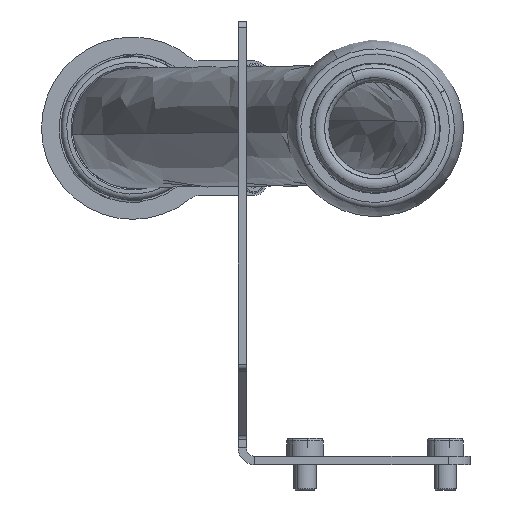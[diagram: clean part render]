
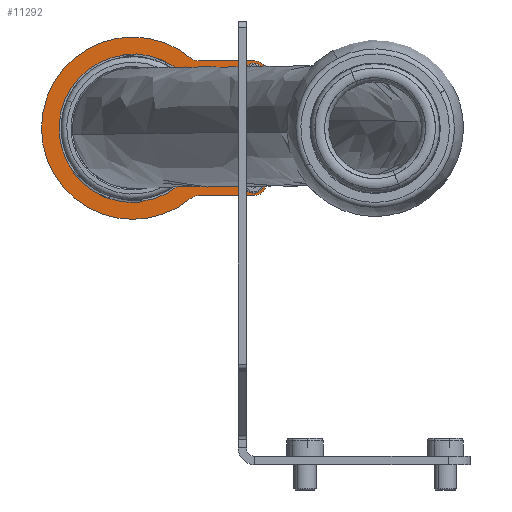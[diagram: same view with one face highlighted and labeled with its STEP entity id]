
A CAD part, left-side view. The second image highlights one B-rep face of the part: STEP entity #11292.
In plain terms, the highlighted planar face has unit normal (-1, 0, 0).
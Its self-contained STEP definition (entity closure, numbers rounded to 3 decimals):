
#51 = DIRECTION ( 'NONE',  ( 1., 0., 0. ) ) ;
#328 = DIRECTION ( 'NONE',  ( 0., 0., 1. ) ) ;
#359 = AXIS2_PLACEMENT_3D ( 'NONE', #4744, #13834, #7402 ) ;
#361 = ORIENTED_EDGE ( 'NONE', *, *, #24042, .F. ) ;
#547 = CARTESIAN_POINT ( 'NONE',  ( 802.5, 38.946, 1305. ) ) ;
#868 = EDGE_CURVE ( 'NONE', #2432, #14402, #23591, .T. ) ;
#883 = EDGE_CURVE ( 'NONE', #23770, #20335, #14235, .T. ) ;
#936 = AXIS2_PLACEMENT_3D ( 'NONE', #18360, #14068, #27351 ) ;
#1051 = EDGE_CURVE ( 'NONE', #17336, #22507, #11277, .T. ) ;
#1058 = DIRECTION ( 'NONE',  ( 0., 0., 1. ) ) ;
#1081 = ORIENTED_EDGE ( 'NONE', *, *, #25185, .T. ) ;
#1208 = EDGE_CURVE ( 'NONE', #22507, #17336, #21701, .T. ) ;
#1266 = LINE ( 'NONE', #20269, #1827 ) ;
#1436 = CIRCLE ( 'NONE', #27072, 32.5 ) ;
#1443 = ORIENTED_EDGE ( 'NONE', *, *, #27338, .T. ) ;
#1494 = FACE_BOUND ( 'NONE', #6438, .T. ) ;
#1507 = ORIENTED_EDGE ( 'NONE', *, *, #19204, .T. ) ;
#1521 = CARTESIAN_POINT ( 'NONE',  ( 802.5, 65.598, 1309.932 ) ) ;
#1676 = CARTESIAN_POINT ( 'NONE',  ( 802.5, 86.446, 1317.5 ) ) ;
#1714 = CARTESIAN_POINT ( 'NONE',  ( 802.5, 42.946, 1309. ) ) ;
#1827 = VECTOR ( 'NONE', #11666, 1000. ) ;
#1989 = AXIS2_PLACEMENT_3D ( 'NONE', #24883, #51, #328 ) ;
#2030 = DIRECTION ( 'NONE',  ( -1., 0., 0. ) ) ;
#2432 = VERTEX_POINT ( 'NONE', #547 ) ;
#2457 = DIRECTION ( 'NONE',  ( 0., 0., 1. ) ) ;
#2746 = VERTEX_POINT ( 'NONE', #18113 ) ;
#2778 = EDGE_CURVE ( 'NONE', #22989, #5162, #9184, .T. ) ;
#2876 = CARTESIAN_POINT ( 'NONE',  ( 802.5, 64.532, 1261. ) ) ;
#2939 = VERTEX_POINT ( 'NONE', #3776 ) ;
#3188 = CARTESIAN_POINT ( 'NONE',  ( 802.5, 86.446, 1305.25 ) ) ;
#3304 = CARTESIAN_POINT ( 'NONE',  ( 802.5, 86.446, 1285. ) ) ;
#3390 = DIRECTION ( 'NONE',  ( -1., 0., 0. ) ) ;
#3400 = CARTESIAN_POINT ( 'NONE',  ( 802.5, 43.223, 1263.052 ) ) ;
#3448 = AXIS2_PLACEMENT_3D ( 'NONE', #9275, #4531, #20710 ) ;
#3776 = CARTESIAN_POINT ( 'NONE',  ( 802.5, 86.446, 1252.5 ) ) ;
#3895 = DIRECTION ( 'NONE',  ( -1., 0., 0. ) ) ;
#3992 = CARTESIAN_POINT ( 'NONE',  ( 802.5, 43.223, 1304.698 ) ) ;
#4036 = ORIENTED_EDGE ( 'NONE', *, *, #27257, .T. ) ;
#4351 = CARTESIAN_POINT ( 'NONE',  ( 802.5, 63.032, 1261. ) ) ;
#4531 = DIRECTION ( 'NONE',  ( 1., 0., 0. ) ) ;
#4618 = ORIENTED_EDGE ( 'NONE', *, *, #27259, .T. ) ;
#4706 = CARTESIAN_POINT ( 'NONE',  ( 802.5, 43.223, 1265.302 ) ) ;
#4744 = CARTESIAN_POINT ( 'NONE',  ( 802.5, 86.446, 1285. ) ) ;
#4846 = DIRECTION ( 'NONE',  ( 0., -1., 0. ) ) ;
#4875 = ORIENTED_EDGE ( 'NONE', *, *, #12863, .T. ) ;
#4898 = VECTOR ( 'NONE', #5119, 1000. ) ;
#5119 = DIRECTION ( 'NONE',  ( 0., 0., 1. ) ) ;
#5162 = VERTEX_POINT ( 'NONE', #3400 ) ;
#5296 = EDGE_CURVE ( 'NONE', #5162, #22989, #12661, .T. ) ;
#5897 = EDGE_LOOP ( 'NONE', ( #12419, #20761 ) ) ;
#6423 = CARTESIAN_POINT ( 'NONE',  ( 802.5, 86.446, 1285. ) ) ;
#6438 = EDGE_LOOP ( 'NONE', ( #26021, #16488 ) ) ;
#6504 = CARTESIAN_POINT ( 'NONE',  ( 802.5, 42.946, 1261. ) ) ;
#7356 = DIRECTION ( 'NONE',  ( 0., 0., 1. ) ) ;
#7402 = DIRECTION ( 'NONE',  ( 0., 0., 1. ) ) ;
#8488 = DIRECTION ( 'NONE',  ( 0., 0., 1. ) ) ;
#8877 = DIRECTION ( 'NONE',  ( 0., 0., 1. ) ) ;
#9034 = CARTESIAN_POINT ( 'NONE',  ( 802.5, 38.946, 1265. ) ) ;
#9040 = CIRCLE ( 'NONE', #936, 4. ) ;
#9117 = VERTEX_POINT ( 'NONE', #11734 ) ;
#9184 = CIRCLE ( 'NONE', #26230, 2.25 ) ;
#9275 = CARTESIAN_POINT ( 'NONE',  ( 802.5, 63.032, 1313. ) ) ;
#10000 = CIRCLE ( 'NONE', #17153, 20.25 ) ;
#10153 = FACE_BOUND ( 'NONE', #10304, .T. ) ;
#10304 = EDGE_LOOP ( 'NONE', ( #16903, #361 ) ) ;
#10423 = EDGE_CURVE ( 'NONE', #26967, #9117, #28838, .T. ) ;
#11019 = AXIS2_PLACEMENT_3D ( 'NONE', #15526, #29143, #19960 ) ;
#11277 = CIRCLE ( 'NONE', #13674, 2.25 ) ;
#11292 = ADVANCED_FACE ( 'NONE', ( #1494, #17311, #10153, #26306 ), #19366, .T. ) ;
#11666 = DIRECTION ( 'NONE',  ( 0., 1., 0. ) ) ;
#11734 = CARTESIAN_POINT ( 'NONE',  ( 802.5, 86.446, 1264.75 ) ) ;
#11830 = CARTESIAN_POINT ( 'NONE',  ( 802.5, 43.223, 1304.698 ) ) ;
#12402 = DIRECTION ( 'NONE',  ( -1., 0., 0. ) ) ;
#12419 = ORIENTED_EDGE ( 'NONE', *, *, #5296, .F. ) ;
#12490 = DIRECTION ( 'NONE',  ( 0., 0., 1. ) ) ;
#12661 = CIRCLE ( 'NONE', #19276, 2.25 ) ;
#12863 = EDGE_CURVE ( 'NONE', #14402, #2746, #1266, .T. ) ;
#13380 = DIRECTION ( 'NONE',  ( 0., 0., 1. ) ) ;
#13630 = DIRECTION ( 'NONE',  ( -1., 0., 0. ) ) ;
#13674 = AXIS2_PLACEMENT_3D ( 'NONE', #11830, #20873, #7356 ) ;
#13796 = DIRECTION ( 'NONE',  ( -1., 0., 0. ) ) ;
#13834 = DIRECTION ( 'NONE',  ( -1., 0., 0. ) ) ;
#14068 = DIRECTION ( 'NONE',  ( -1., 0., 0. ) ) ;
#14162 = AXIS2_PLACEMENT_3D ( 'NONE', #3992, #15757, #8877 ) ;
#14235 = LINE ( 'NONE', #2876, #27825 ) ;
#14260 = ORIENTED_EDGE ( 'NONE', *, *, #883, .T. ) ;
#14291 = VERTEX_POINT ( 'NONE', #22106 ) ;
#14402 = VERTEX_POINT ( 'NONE', #1714 ) ;
#15067 = CARTESIAN_POINT ( 'NONE',  ( 802.5, 86.446, 1285. ) ) ;
#15526 = CARTESIAN_POINT ( 'NONE',  ( 802.5, 86.446, 1285. ) ) ;
#15757 = DIRECTION ( 'NONE',  ( -1., 0., 0. ) ) ;
#16343 = CARTESIAN_POINT ( 'NONE',  ( 802.5, 43.223, 1267.552 ) ) ;
#16443 = LINE ( 'NONE', #20416, #4898 ) ;
#16457 = CARTESIAN_POINT ( 'NONE',  ( 802.5, 42.946, 1305. ) ) ;
#16488 = ORIENTED_EDGE ( 'NONE', *, *, #1051, .F. ) ;
#16903 = ORIENTED_EDGE ( 'NONE', *, *, #10423, .F. ) ;
#17093 = CARTESIAN_POINT ( 'NONE',  ( 802.5, 86.446, 1285. ) ) ;
#17153 = AXIS2_PLACEMENT_3D ( 'NONE', #17093, #3390, #12490 ) ;
#17311 = FACE_BOUND ( 'NONE', #5897, .T. ) ;
#17336 = VERTEX_POINT ( 'NONE', #25465 ) ;
#17454 = ORIENTED_EDGE ( 'NONE', *, *, #868, .T. ) ;
#17470 = CARTESIAN_POINT ( 'NONE',  ( 802.5, 43.223, 1302.448 ) ) ;
#18113 = CARTESIAN_POINT ( 'NONE',  ( 802.5, 63.032, 1309. ) ) ;
#18360 = CARTESIAN_POINT ( 'NONE',  ( 802.5, 42.946, 1265. ) ) ;
#18863 = AXIS2_PLACEMENT_3D ( 'NONE', #16457, #13630, #22951 ) ;
#19204 = EDGE_CURVE ( 'NONE', #20335, #21940, #9040, .T. ) ;
#19276 = AXIS2_PLACEMENT_3D ( 'NONE', #24628, #2030, #13380 ) ;
#19366 = PLANE ( 'NONE',  #24674 ) ;
#19494 = EDGE_CURVE ( 'NONE', #2939, #14291, #1436, .T. ) ;
#19960 = DIRECTION ( 'NONE',  ( 0., 0., 1. ) ) ;
#20269 = CARTESIAN_POINT ( 'NONE',  ( 802.5, 64.532, 1309. ) ) ;
#20335 = VERTEX_POINT ( 'NONE', #6504 ) ;
#20416 = CARTESIAN_POINT ( 'NONE',  ( 802.5, 38.946, 1261. ) ) ;
#20626 = ORIENTED_EDGE ( 'NONE', *, *, #21374, .T. ) ;
#20710 = DIRECTION ( 'NONE',  ( 0., 0., 1. ) ) ;
#20761 = ORIENTED_EDGE ( 'NONE', *, *, #2778, .F. ) ;
#20873 = DIRECTION ( 'NONE',  ( -1., 0., 0. ) ) ;
#21374 = EDGE_CURVE ( 'NONE', #14291, #23770, #27115, .T. ) ;
#21701 = CIRCLE ( 'NONE', #14162, 2.25 ) ;
#21940 = VERTEX_POINT ( 'NONE', #9034 ) ;
#22106 = CARTESIAN_POINT ( 'NONE',  ( 802.5, 65.598, 1260.068 ) ) ;
#22507 = VERTEX_POINT ( 'NONE', #17470 ) ;
#22569 = DIRECTION ( 'NONE',  ( 0., 0., 1. ) ) ;
#22579 = VERTEX_POINT ( 'NONE', #1521 ) ;
#22951 = DIRECTION ( 'NONE',  ( 0., 0., 1. ) ) ;
#22989 = VERTEX_POINT ( 'NONE', #16343 ) ;
#23021 = EDGE_LOOP ( 'NONE', ( #4618, #17454, #4875, #4036, #1443, #1081, #27562, #20626, #14260, #1507 ) ) ;
#23384 = AXIS2_PLACEMENT_3D ( 'NONE', #3304, #12402, #1058 ) ;
#23591 = CIRCLE ( 'NONE', #18863, 4. ) ;
#23770 = VERTEX_POINT ( 'NONE', #4351 ) ;
#23823 = CIRCLE ( 'NONE', #11019, 32.5 ) ;
#24042 = EDGE_CURVE ( 'NONE', #9117, #26967, #10000, .T. ) ;
#24590 = VERTEX_POINT ( 'NONE', #1676 ) ;
#24628 = CARTESIAN_POINT ( 'NONE',  ( 802.5, 43.223, 1265.302 ) ) ;
#24674 = AXIS2_PLACEMENT_3D ( 'NONE', #15067, #24934, #22569 ) ;
#24805 = CIRCLE ( 'NONE', #23384, 32.5 ) ;
#24883 = CARTESIAN_POINT ( 'NONE',  ( 802.5, 63.032, 1257. ) ) ;
#24934 = DIRECTION ( 'NONE',  ( -1., 0., 0. ) ) ;
#25185 = EDGE_CURVE ( 'NONE', #24590, #2939, #23823, .T. ) ;
#25465 = CARTESIAN_POINT ( 'NONE',  ( 802.5, 43.223, 1306.948 ) ) ;
#26021 = ORIENTED_EDGE ( 'NONE', *, *, #1208, .F. ) ;
#26230 = AXIS2_PLACEMENT_3D ( 'NONE', #4706, #13796, #2457 ) ;
#26306 = FACE_OUTER_BOUND ( 'NONE', #23021, .T. ) ;
#26967 = VERTEX_POINT ( 'NONE', #3188 ) ;
#27072 = AXIS2_PLACEMENT_3D ( 'NONE', #6423, #3895, #8488 ) ;
#27115 = CIRCLE ( 'NONE', #1989, 4. ) ;
#27137 = CIRCLE ( 'NONE', #3448, 4. ) ;
#27257 = EDGE_CURVE ( 'NONE', #2746, #22579, #27137, .T. ) ;
#27259 = EDGE_CURVE ( 'NONE', #21940, #2432, #16443, .T. ) ;
#27338 = EDGE_CURVE ( 'NONE', #22579, #24590, #24805, .T. ) ;
#27351 = DIRECTION ( 'NONE',  ( 0., 0., 1. ) ) ;
#27562 = ORIENTED_EDGE ( 'NONE', *, *, #19494, .T. ) ;
#27825 = VECTOR ( 'NONE', #4846, 1000. ) ;
#28838 = CIRCLE ( 'NONE', #359, 20.25 ) ;
#29143 = DIRECTION ( 'NONE',  ( -1., 0., 0. ) ) ;
